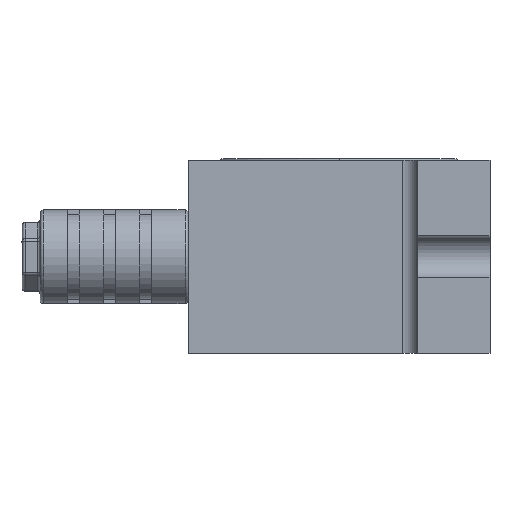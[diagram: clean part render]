
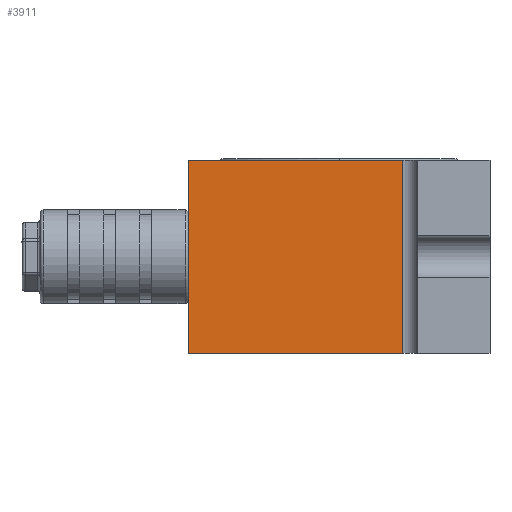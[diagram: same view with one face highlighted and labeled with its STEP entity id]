
A CAD part, left-side view. The second image highlights one B-rep face of the part: STEP entity #3911.
In plain terms, the highlighted planar face has unit normal (-1, 0, 0).
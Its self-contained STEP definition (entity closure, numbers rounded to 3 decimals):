
#193 = PLANE ( 'NONE',  #4924 ) ;
#971 = DIRECTION ( 'NONE',  ( 1., 0., 0. ) ) ;
#1008 = LINE ( 'NONE', #6914, #3317 ) ;
#1754 = DIRECTION ( 'NONE',  ( 0., 0., 1. ) ) ;
#1918 = LINE ( 'NONE', #6518, #7758 ) ;
#1972 = VERTEX_POINT ( 'NONE', #6020 ) ;
#2217 = EDGE_CURVE ( 'NONE', #1972, #6799, #1008, .T. ) ;
#2630 = EDGE_CURVE ( 'NONE', #3305, #6799, #1918, .T. ) ;
#2873 = CARTESIAN_POINT ( 'NONE',  ( -25., -10.5, 16. ) ) ;
#2907 = DIRECTION ( 'NONE',  ( 0., 0., 1. ) ) ;
#3265 = VECTOR ( 'NONE', #4894, 1000. ) ;
#3305 = VERTEX_POINT ( 'NONE', #8882 ) ;
#3317 = VECTOR ( 'NONE', #1754, 1000. ) ;
#3430 = EDGE_CURVE ( 'NONE', #8140, #3305, #9546, .T. ) ;
#3789 = ORIENTED_EDGE ( 'NONE', *, *, #2217, .F. ) ;
#3901 = ORIENTED_EDGE ( 'NONE', *, *, #4814, .F. ) ;
#3911 = ADVANCED_FACE ( 'NONE', ( #7527 ), #193, .F. ) ;
#4004 = CARTESIAN_POINT ( 'NONE',  ( -25., 25., -16. ) ) ;
#4335 = VECTOR ( 'NONE', #2907, 1000. ) ;
#4814 = EDGE_CURVE ( 'NONE', #8140, #1972, #5486, .T. ) ;
#4894 = DIRECTION ( 'NONE',  ( 0., 1., 0. ) ) ;
#4924 = AXIS2_PLACEMENT_3D ( 'NONE', #7632, #971, #6179 ) ;
#5486 = LINE ( 'NONE', #4004, #3265 ) ;
#6020 = CARTESIAN_POINT ( 'NONE',  ( -25., 25., -16. ) ) ;
#6179 = DIRECTION ( 'NONE',  ( 0., 0., -1. ) ) ;
#6518 = CARTESIAN_POINT ( 'NONE',  ( -25., 25., 16. ) ) ;
#6711 = EDGE_LOOP ( 'NONE', ( #3901, #7896, #8653, #3789 ) ) ;
#6799 = VERTEX_POINT ( 'NONE', #8239 ) ;
#6914 = CARTESIAN_POINT ( 'NONE',  ( -25., 25., -16. ) ) ;
#7283 = DIRECTION ( 'NONE',  ( 0., 1., 0. ) ) ;
#7527 = FACE_OUTER_BOUND ( 'NONE', #6711, .T. ) ;
#7632 = CARTESIAN_POINT ( 'NONE',  ( -25., 25., -16. ) ) ;
#7758 = VECTOR ( 'NONE', #7283, 1000. ) ;
#7896 = ORIENTED_EDGE ( 'NONE', *, *, #3430, .T. ) ;
#8140 = VERTEX_POINT ( 'NONE', #9466 ) ;
#8239 = CARTESIAN_POINT ( 'NONE',  ( -25., 25., 16. ) ) ;
#8653 = ORIENTED_EDGE ( 'NONE', *, *, #2630, .T. ) ;
#8882 = CARTESIAN_POINT ( 'NONE',  ( -25., -10.5, 16. ) ) ;
#9466 = CARTESIAN_POINT ( 'NONE',  ( -25., -10.5, -16. ) ) ;
#9546 = LINE ( 'NONE', #2873, #4335 ) ;
